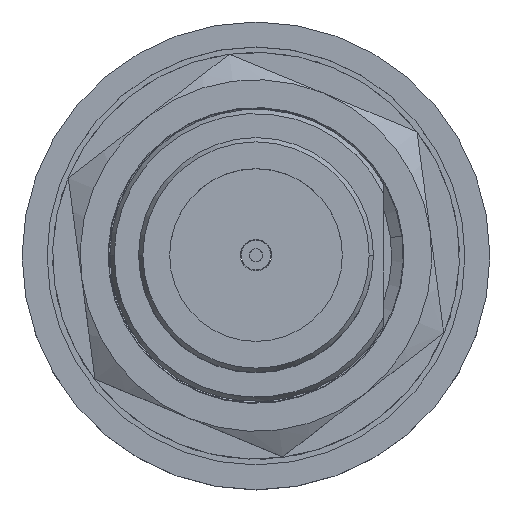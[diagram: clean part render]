
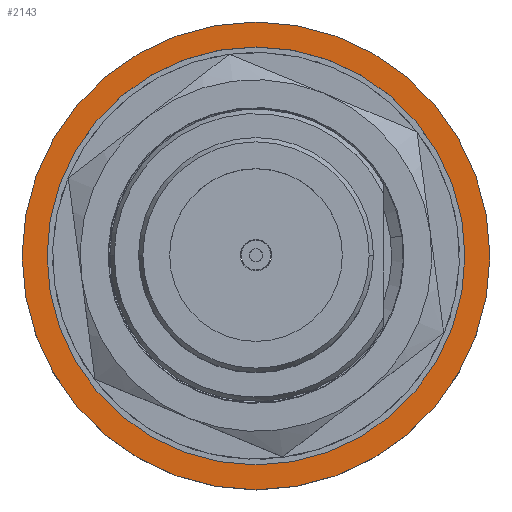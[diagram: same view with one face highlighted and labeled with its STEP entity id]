
A CAD part, top view. The second image highlights one B-rep face of the part: STEP entity #2143.
In plain terms, the highlighted planar face has unit normal (0, 0, 1).
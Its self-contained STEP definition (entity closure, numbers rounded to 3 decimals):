
#103 = CARTESIAN_POINT ( 'NONE',  ( 148.5, 105., -2.95 ) ) ;
#162 = CIRCLE ( 'NONE', #3147, 6.325 ) ;
#228 = ORIENTED_EDGE ( 'NONE', *, *, #3889, .T. ) ;
#291 = CIRCLE ( 'NONE', #2136, 6.325 ) ;
#437 = EDGE_CURVE ( 'NONE', #2732, #2122, #291, .T. ) ;
#545 = EDGE_LOOP ( 'NONE', ( #2535, #1697 ) ) ;
#573 = CARTESIAN_POINT ( 'NONE',  ( 148.5, 99.35, -2.95 ) ) ;
#773 = EDGE_CURVE ( 'NONE', #1963, #3979, #3918, .T. ) ;
#1045 = AXIS2_PLACEMENT_3D ( 'NONE', #1927, #1803, #2522 ) ;
#1133 = DIRECTION ( 'NONE',  ( 0., 0., -1. ) ) ;
#1263 = CARTESIAN_POINT ( 'NONE',  ( 154.825, 105., -2.95 ) ) ;
#1552 = AXIS2_PLACEMENT_3D ( 'NONE', #3552, #1899, #2797 ) ;
#1655 = DIRECTION ( 'NONE',  ( -1., 0., 0. ) ) ;
#1697 = ORIENTED_EDGE ( 'NONE', *, *, #3157, .T. ) ;
#1803 = DIRECTION ( 'NONE',  ( 0., 0., -1. ) ) ;
#1899 = DIRECTION ( 'NONE',  ( 0., 0., 1. ) ) ;
#1900 = CARTESIAN_POINT ( 'NONE',  ( 148.5, 105., -2.95 ) ) ;
#1927 = CARTESIAN_POINT ( 'NONE',  ( 148.5, 105., -2.95 ) ) ;
#1963 = VERTEX_POINT ( 'NONE', #573 ) ;
#1988 = ORIENTED_EDGE ( 'NONE', *, *, #773, .T. ) ;
#2122 = VERTEX_POINT ( 'NONE', #1263 ) ;
#2136 = AXIS2_PLACEMENT_3D ( 'NONE', #2287, #3475, #1655 ) ;
#2143 = ADVANCED_FACE ( 'NONE', ( #3471, #3922 ), #3706, .T. ) ;
#2287 = CARTESIAN_POINT ( 'NONE',  ( 148.5, 105., -2.95 ) ) ;
#2352 = DIRECTION ( 'NONE',  ( 0., -1., 0. ) ) ;
#2434 = DIRECTION ( 'NONE',  ( -1., 0., 0. ) ) ;
#2522 = DIRECTION ( 'NONE',  ( 0., -1., 0. ) ) ;
#2535 = ORIENTED_EDGE ( 'NONE', *, *, #437, .T. ) ;
#2732 = VERTEX_POINT ( 'NONE', #3856 ) ;
#2797 = DIRECTION ( 'NONE',  ( 1., 0., 0. ) ) ;
#2809 = AXIS2_PLACEMENT_3D ( 'NONE', #103, #1133, #2352 ) ;
#2881 = EDGE_LOOP ( 'NONE', ( #1988, #228 ) ) ;
#3132 = DIRECTION ( 'NONE',  ( 0., 0., 1. ) ) ;
#3147 = AXIS2_PLACEMENT_3D ( 'NONE', #1900, #3132, #2434 ) ;
#3157 = EDGE_CURVE ( 'NONE', #2122, #2732, #162, .T. ) ;
#3241 = CIRCLE ( 'NONE', #2809, 5.65 ) ;
#3471 = FACE_OUTER_BOUND ( 'NONE', #545, .T. ) ;
#3475 = DIRECTION ( 'NONE',  ( 0., 0., 1. ) ) ;
#3552 = CARTESIAN_POINT ( 'NONE',  ( 148.5, 105., -2.95 ) ) ;
#3706 = PLANE ( 'NONE',  #1552 ) ;
#3739 = CARTESIAN_POINT ( 'NONE',  ( 148.5, 110.65, -2.95 ) ) ;
#3856 = CARTESIAN_POINT ( 'NONE',  ( 142.175, 105., -2.95 ) ) ;
#3889 = EDGE_CURVE ( 'NONE', #3979, #1963, #3241, .T. ) ;
#3918 = CIRCLE ( 'NONE', #1045, 5.65 ) ;
#3922 = FACE_BOUND ( 'NONE', #2881, .T. ) ;
#3979 = VERTEX_POINT ( 'NONE', #3739 ) ;
